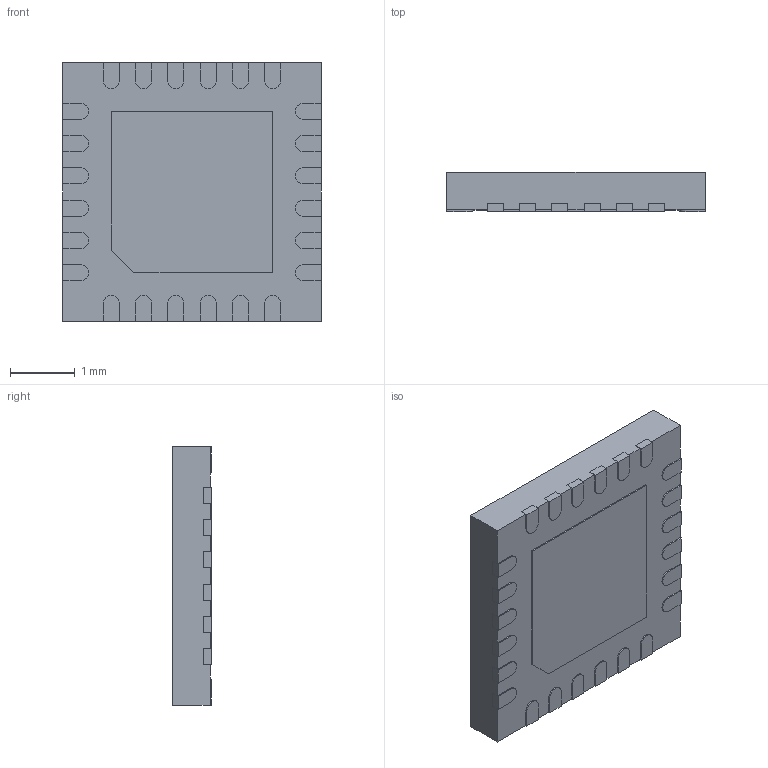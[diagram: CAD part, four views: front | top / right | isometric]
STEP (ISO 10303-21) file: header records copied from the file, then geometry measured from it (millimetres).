
FILE_DESCRIPTION(/* description */ (''),/* implementation_level */ '2;1');
FILE_NAME(/* name */ '',/* time_stamp */ '',/* author */ (''),/* organization */ (''),/* preprocessor_version */ '',/* originating_system */ '',/* authorisation */ '');
FILE_SCHEMA (('AUTOMOTIVE_DESIGN { 1 0 10303 214 3 1 1 }'));
Length unit declared in the file: millimetre
Products named in the file (4): Linear Technology LTC4066EUF; Linear Technology LTC4066EUF_Body; Linear Technology LTC4066EUF_ThermalPad; Linear Technology LTC4066EUF_Pin
Assembly tree (26 placements, depth 2):
  Linear Technology LTC4066EUF
    Linear Technology LTC4066EUF_Body
    Linear Technology LTC4066EUF_ThermalPad
    Linear Technology LTC4066EUF_Pin  x24
Bounding box: 4 x 0.6 x 4 mm (x, y, z)
Volume: 9.4 mm3; surface area: 60.4 mm2
Topology: 26 solids, 26 shells, 530 faces, 1371 edges, 914 vertices
Faces by surface type: plane 365, bspline 133, cylinder 32
Entity records: 12674 total; most frequent: CARTESIAN_POINT 4227, ORIENTED_EDGE 1914, DIRECTION 1195, EDGE_CURVE 957, LINE 673, VECTOR 673, VERTEX_POINT 638, EDGE_LOOP 367
